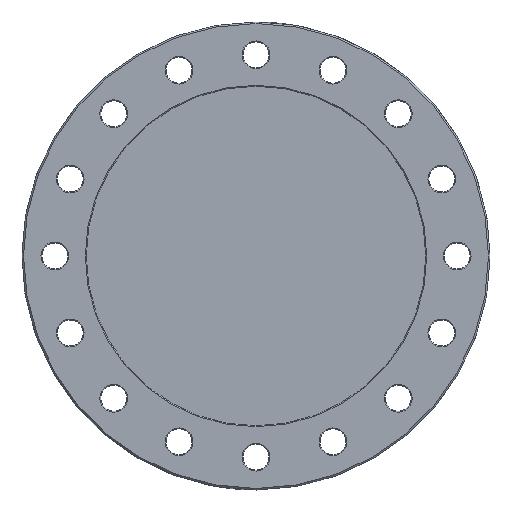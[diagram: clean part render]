
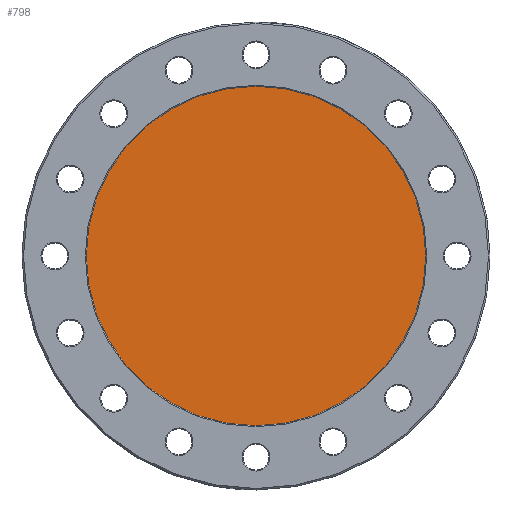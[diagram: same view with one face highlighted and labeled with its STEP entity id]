
A CAD part, front view. The second image highlights one B-rep face of the part: STEP entity #798.
In plain terms, the highlighted planar face has unit normal (0, -1, 0).
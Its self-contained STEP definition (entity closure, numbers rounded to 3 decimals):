
#75 = AXIS2_PLACEMENT_3D ( 'NONE', #3195, #3526, #1445 ) ;
#294 = DIRECTION ( 'NONE',  ( 0., 0., -1. ) ) ;
#771 = PLANE ( 'NONE',  #75 ) ;
#798 = ADVANCED_FACE ( 'NONE', ( #3317 ), #771, .T. ) ;
#1133 = CARTESIAN_POINT ( 'NONE',  ( 0., 0., 0. ) ) ;
#1178 = CARTESIAN_POINT ( 'NONE',  ( 0., 0., 59.85 ) ) ;
#1445 = DIRECTION ( 'NONE',  ( 0., 0., -1. ) ) ;
#1487 = DIRECTION ( 'NONE',  ( 0., 0., -1. ) ) ;
#1530 = EDGE_LOOP ( 'NONE', ( #1974, #3346 ) ) ;
#1974 = ORIENTED_EDGE ( 'NONE', *, *, #2098, .T. ) ;
#2012 = CIRCLE ( 'NONE', #4443, 59.85 ) ;
#2098 = EDGE_CURVE ( 'NONE', #4288, #2376, #2944, .T. ) ;
#2369 = DIRECTION ( 'NONE',  ( 0., -1., 0. ) ) ;
#2376 = VERTEX_POINT ( 'NONE', #3529 ) ;
#2761 = AXIS2_PLACEMENT_3D ( 'NONE', #4428, #2369, #294 ) ;
#2944 = CIRCLE ( 'NONE', #2761, 59.85 ) ;
#3195 = CARTESIAN_POINT ( 'NONE',  ( 0., 0., 0. ) ) ;
#3317 = FACE_OUTER_BOUND ( 'NONE', #1530, .T. ) ;
#3346 = ORIENTED_EDGE ( 'NONE', *, *, #4165, .T. ) ;
#3526 = DIRECTION ( 'NONE',  ( 0., -1., 0. ) ) ;
#3529 = CARTESIAN_POINT ( 'NONE',  ( 0., 0., -59.85 ) ) ;
#3560 = DIRECTION ( 'NONE',  ( 0., -1., 0. ) ) ;
#4165 = EDGE_CURVE ( 'NONE', #2376, #4288, #2012, .T. ) ;
#4288 = VERTEX_POINT ( 'NONE', #1178 ) ;
#4428 = CARTESIAN_POINT ( 'NONE',  ( 0., 0., 0. ) ) ;
#4443 = AXIS2_PLACEMENT_3D ( 'NONE', #1133, #3560, #1487 ) ;
